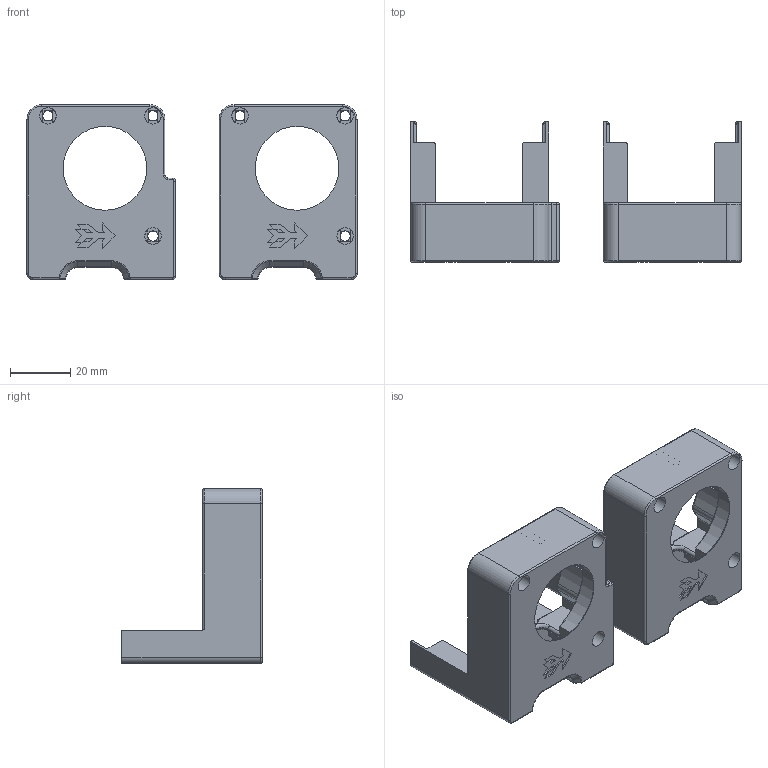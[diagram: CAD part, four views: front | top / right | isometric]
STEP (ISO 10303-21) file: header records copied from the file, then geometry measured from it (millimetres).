
FILE_DESCRIPTION(/* description */ (''),/* implementation_level */ '2;1');
FILE_NAME(/* name */ 'BTT Omron Fan Body.step',/* time_stamp */ '2024-05-31T17:13:50+08:00',/* author */ (''),/* organization */ (''),/* preprocessor_version */ 'ST-DEVELOPER v20',/* originating_system */ 'Autodesk Translation Framework v13.14.0.145',/* authorisation */ '');
FILE_SCHEMA (('AUTOMOTIVE_DESIGN { 1 0 10303 214 3 1 1 }'));
Length unit declared in the file: millimetre
Products named in the file (1): BTT Omron Fan Body
Bounding box: 110 x 46.7 x 58.26 mm (x, y, z)
Volume: 39415.5 mm3; surface area: 32203.1 mm2
Topology: 2 solids, 2 shells, 825 faces, 2178 edges, 1339 vertices
Faces by surface type: plane 344, cylinder 262, torus 109, bspline 84, sphere 20, cone 6
Full cylindrical faces by diameter (mm): 3.4 x6, 4.7 x2, 5.5 x6
Entity records: 28839 total; most frequent: CARTESIAN_POINT 8432, ORIENTED_EDGE 4320, DIRECTION 4312, EDGE_CURVE 2160, AXIS2_PLACEMENT_3D 1596, VERTEX_POINT 1339, LINE 1120, VECTOR 1120
